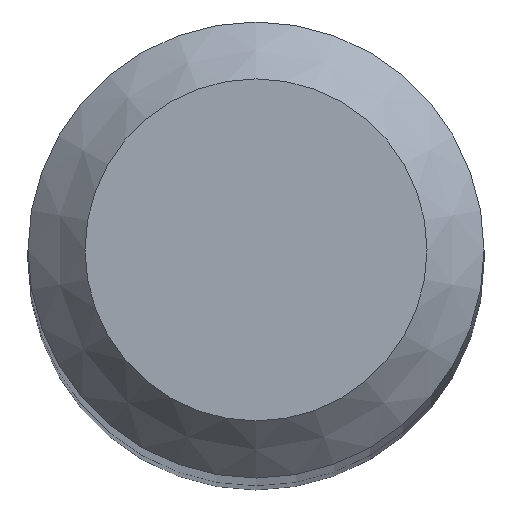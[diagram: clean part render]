
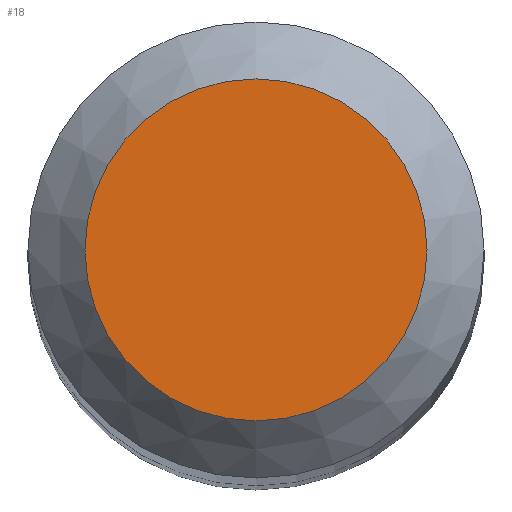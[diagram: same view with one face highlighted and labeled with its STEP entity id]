
A CAD part, top view. The second image highlights one B-rep face of the part: STEP entity #18.
In plain terms, the highlighted planar face has unit normal (0, 0, 1).
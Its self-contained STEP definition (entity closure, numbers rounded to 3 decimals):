
#9 = CIRCLE ( 'NONE', #21, 1.2 ) ;
#18 = ADVANCED_FACE ( 'NONE', ( #186 ), #94, .F. ) ;
#21 = AXIS2_PLACEMENT_3D ( 'NONE', #157, #117, #194 ) ;
#22 = EDGE_LOOP ( 'NONE', ( #66 ) ) ;
#51 = DIRECTION ( 'NONE',  ( 0., 0., -1. ) ) ;
#66 = ORIENTED_EDGE ( 'NONE', *, *, #181, .F. ) ;
#70 = VERTEX_POINT ( 'NONE', #115 ) ;
#81 = AXIS2_PLACEMENT_3D ( 'NONE', #172, #51, #185 ) ;
#94 = PLANE ( 'NONE',  #81 ) ;
#115 = CARTESIAN_POINT ( 'NONE',  ( 0., 1.2, 49. ) ) ;
#117 = DIRECTION ( 'NONE',  ( 0., 0., -1. ) ) ;
#157 = CARTESIAN_POINT ( 'NONE',  ( 0., 0., 49. ) ) ;
#172 = CARTESIAN_POINT ( 'NONE',  ( 0., 0., 49. ) ) ;
#181 = EDGE_CURVE ( 'NONE', #70, #70, #9, .T. ) ;
#185 = DIRECTION ( 'NONE',  ( 0., 1., 0. ) ) ;
#186 = FACE_OUTER_BOUND ( 'NONE', #22, .T. ) ;
#194 = DIRECTION ( 'NONE',  ( 0., 1., 0. ) ) ;
